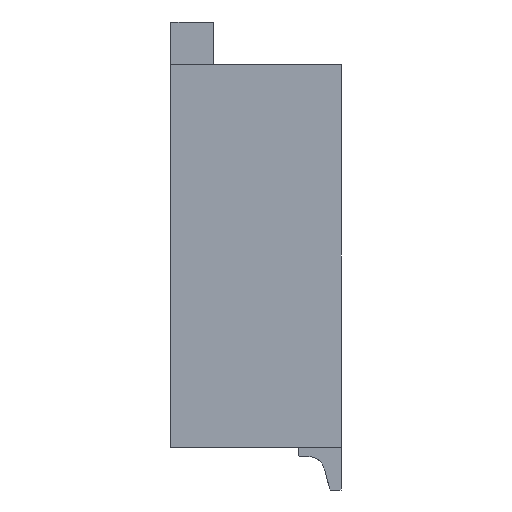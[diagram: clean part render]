
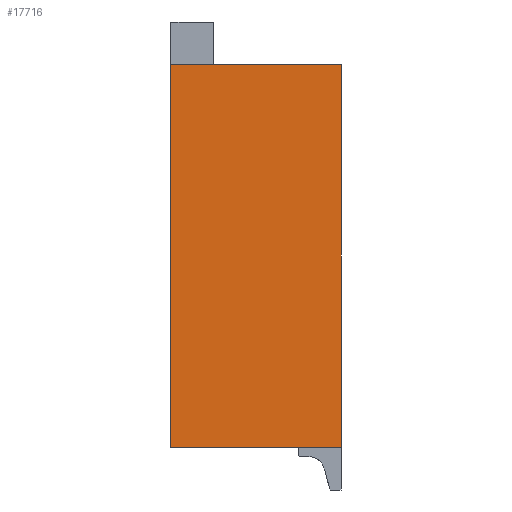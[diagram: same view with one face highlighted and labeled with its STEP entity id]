
A CAD part, left-side view. The second image highlights one B-rep face of the part: STEP entity #17716.
In plain terms, the highlighted planar face has unit normal (-1, 0, 0).
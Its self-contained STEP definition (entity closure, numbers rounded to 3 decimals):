
#818=DIRECTION('',(0.,0.,1.));
#819=VECTOR('',#818,4.5);
#820=CARTESIAN_POINT('',(-14.55,0.,-2.25));
#821=LINE('',#820,#819);
#3346=DIRECTION('',(0.,1.,0.));
#3347=VECTOR('',#3346,2.);
#3348=CARTESIAN_POINT('',(-14.55,0.,2.25));
#3349=LINE('',#3348,#3347);
#6690=DIRECTION('',(0.,0.,1.));
#6691=VECTOR('',#6690,4.5);
#6692=CARTESIAN_POINT('',(-14.55,2.,-2.25));
#6693=LINE('',#6692,#6691);
#6734=DIRECTION('',(0.,1.,0.));
#6735=VECTOR('',#6734,2.);
#6736=CARTESIAN_POINT('',(-14.55,0.,-2.25));
#6737=LINE('',#6736,#6735);
#6754=CARTESIAN_POINT('',(-14.55,0.,-2.25));
#6755=CARTESIAN_POINT('',(-14.55,0.,2.25));
#6756=VERTEX_POINT('',#6754);
#6757=VERTEX_POINT('',#6755);
#6762=CARTESIAN_POINT('',(-14.55,2.,-2.25));
#6763=CARTESIAN_POINT('',(-14.55,2.,2.25));
#6764=VERTEX_POINT('',#6762);
#6765=VERTEX_POINT('',#6763);
#17705=CARTESIAN_POINT('',(-14.55,0.,-2.25));
#17706=DIRECTION('',(-1.,0.,0.));
#17707=DIRECTION('',(0.,0.,1.));
#17708=AXIS2_PLACEMENT_3D('',#17705,#17706,#17707);
#17709=PLANE('',#17708);
#17710=ORIENTED_EDGE('',*,*,#9141,.F.);
#17711=ORIENTED_EDGE('',*,*,#9164,.T.);
#17712=ORIENTED_EDGE('',*,*,#17658,.T.);
#17713=ORIENTED_EDGE('',*,*,#13392,.F.);
#17714=EDGE_LOOP('',(#17710,#17711,#17712,#17713));
#17715=FACE_OUTER_BOUND('',#17714,.F.);
#17716=ADVANCED_FACE('',(#17715),#17709,.T.);
#9141=EDGE_CURVE('',#6756,#6757,#821,.T.);
#9164=EDGE_CURVE('',#6756,#6764,#6737,.T.);
#13392=EDGE_CURVE('',#6757,#6765,#3349,.T.);
#17658=EDGE_CURVE('',#6764,#6765,#6693,.T.);
